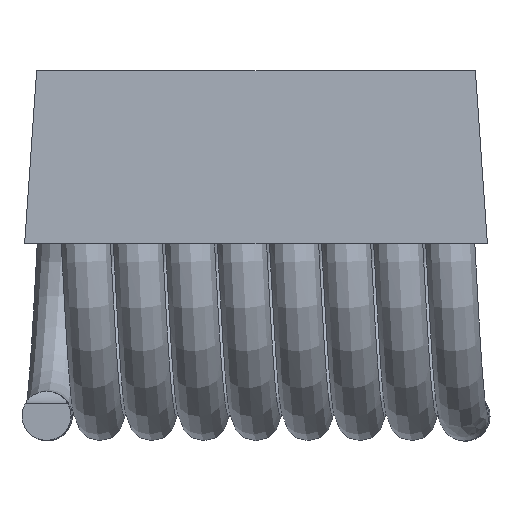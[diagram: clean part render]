
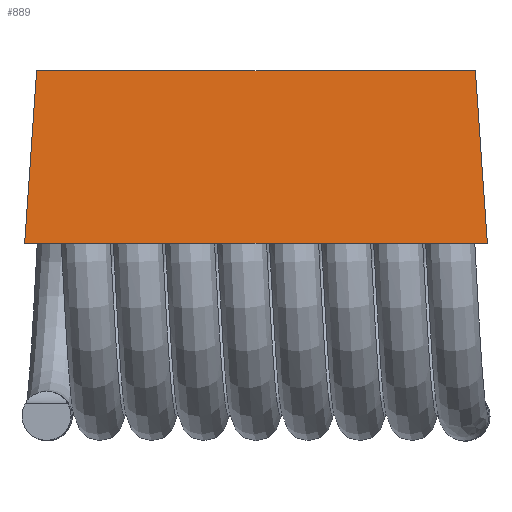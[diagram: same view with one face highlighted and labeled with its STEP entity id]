
A CAD part, top view. The second image highlights one B-rep face of the part: STEP entity #889.
In plain terms, the highlighted planar face has unit normal (0, 0.07, 0.998).
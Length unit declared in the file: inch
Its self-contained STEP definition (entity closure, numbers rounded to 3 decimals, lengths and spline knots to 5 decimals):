
#46 = VECTOR ( 'NONE', #1396, 39.37008 ) ;
#104 = CARTESIAN_POINT ( 'NONE',  ( -0.0045, 0.15, 0.0675 ) ) ;
#321 = LINE ( 'NONE', #2440, #853 ) ;
#327 = LINE ( 'NONE', #104, #808 ) ;
#412 = VERTEX_POINT ( 'NONE', #1164 ) ;
#476 = DIRECTION ( 'NONE',  ( -1., 0., 0. ) ) ;
#520 = ORIENTED_EDGE ( 'NONE', *, *, #3670, .T. ) ;
#771 = LINE ( 'NONE', #1511, #2827 ) ;
#784 = VERTEX_POINT ( 'NONE', #1894 ) ;
#790 = ORIENTED_EDGE ( 'NONE', *, *, #3802, .F. ) ;
#808 = VECTOR ( 'NONE', #476, 39.37008 ) ;
#846 = PLANE ( 'NONE',  #2797 ) ;
#853 = VECTOR ( 'NONE', #3731, 39.37008 ) ;
#889 = ADVANCED_FACE ( 'NONE', ( #1747 ), #846, .T. ) ;
#930 = CARTESIAN_POINT ( 'NONE',  ( 0.17839, 0.08, 0.07239 ) ) ;
#1164 = CARTESIAN_POINT ( 'NONE',  ( 0.1735, 0.15, 0.0675 ) ) ;
#1396 = DIRECTION ( 'NONE',  ( -1., 0., 0. ) ) ;
#1436 = ORIENTED_EDGE ( 'NONE', *, *, #2251, .T. ) ;
#1511 = CARTESIAN_POINT ( 'NONE',  ( 0.17839, 0.08, 0.07239 ) ) ;
#1538 = DIRECTION ( 'NONE',  ( -0.07, 0.995, -0.07 ) ) ;
#1747 = FACE_OUTER_BOUND ( 'NONE', #4248, .T. ) ;
#1894 = CARTESIAN_POINT ( 'NONE',  ( -0.00939, 0.08, 0.07239 ) ) ;
#1928 = DIRECTION ( 'NONE',  ( 0., 0.07, 0.998 ) ) ;
#2189 = DIRECTION ( 'NONE',  ( 0., -0.998, 0.07 ) ) ;
#2234 = CARTESIAN_POINT ( 'NONE',  ( -0.0045, 0.15, 0.0675 ) ) ;
#2251 = EDGE_CURVE ( 'NONE', #3165, #412, #771, .T. ) ;
#2440 = CARTESIAN_POINT ( 'NONE',  ( -0.0045, 0.15, 0.0675 ) ) ;
#2489 = ORIENTED_EDGE ( 'NONE', *, *, #4022, .T. ) ;
#2797 = AXIS2_PLACEMENT_3D ( 'NONE', #2234, #1928, #2189 ) ;
#2827 = VECTOR ( 'NONE', #1538, 39.37008 ) ;
#2887 = CARTESIAN_POINT ( 'NONE',  ( -0.0045, 0.15, 0.0675 ) ) ;
#3124 = LINE ( 'NONE', #3401, #46 ) ;
#3165 = VERTEX_POINT ( 'NONE', #930 ) ;
#3401 = CARTESIAN_POINT ( 'NONE',  ( -0.0045, 0.08, 0.07239 ) ) ;
#3474 = VERTEX_POINT ( 'NONE', #2887 ) ;
#3670 = EDGE_CURVE ( 'NONE', #3474, #784, #321, .T. ) ;
#3731 = DIRECTION ( 'NONE',  ( -0.07, -0.995, 0.07 ) ) ;
#3802 = EDGE_CURVE ( 'NONE', #3165, #784, #3124, .T. ) ;
#4022 = EDGE_CURVE ( 'NONE', #412, #3474, #327, .T. ) ;
#4248 = EDGE_LOOP ( 'NONE', ( #790, #1436, #2489, #520 ) ) ;
